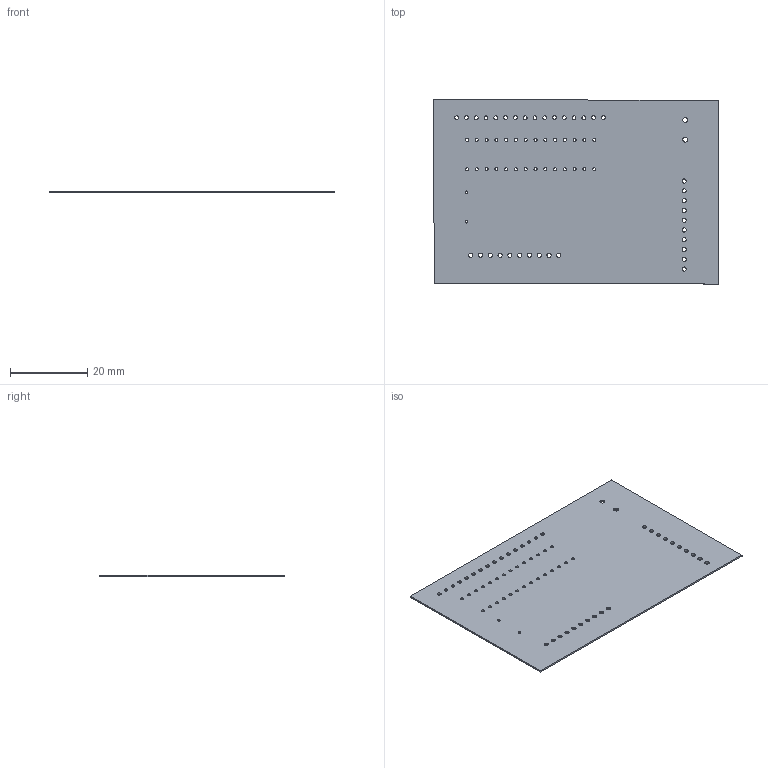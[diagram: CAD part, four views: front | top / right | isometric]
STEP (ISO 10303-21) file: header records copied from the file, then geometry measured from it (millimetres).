
FILE_DESCRIPTION(('Open CASCADE Model'),'2;1');
FILE_NAME('Open CASCADE Shape Model','2022-09-13T00:58:55',('Author'),( 'Open CASCADE'),'Open CASCADE STEP processor 6.8','Open CASCADE 6.8' ,'Unknown');
FILE_SCHEMA(('AUTOMOTIVE_DESIGN { 1 0 10303 214 1 1 1 1 }'));
Length unit declared in the file: millimetre
Products named in the file (6): PCB; Board; Open CASCADE STEP translator 6.8 1.1.1; Open CASCADE STEP translator 6.8 1.1.1.1; Open CASCADE STEP translator 6.8 1.1.2; Open CASCADE STEP translator 6.8 1.1.2.1
Assembly tree (5 placements, depth 4):
  PCB
    Board
      Open CASCADE STEP translator 6.8 1.1.1
        Open CASCADE STEP translator 6.8 1.1.1.1
      Open CASCADE STEP translator 6.8 1.1.2
        Open CASCADE STEP translator 6.8 1.1.2.1
Bounding box: 73.99 x 47.92 x 0.41 mm (x, y, z)
Volume: 1429.3 mm3; surface area: 7130.6 mm2
Topology: 2 solids, 2 shells, 81 faces, 231 edges, 154 vertices
Faces by surface type: cylinder 68, plane 13
Full cylindrical faces by diameter (mm): 0.7 x2, 0.8 x28, 1 x16, 1.1 x20, 1.3 x2
Entity records: 3112 total; most frequent: DIRECTION 541, CARTESIAN_POINT 472, ORIENTED_EDGE 462, EDGE_CURVE 231, AXIS2_PLACEMENT_3D 223, FACE_BOUND 217, EDGE_LOOP 217, VERTEX_POINT 154
